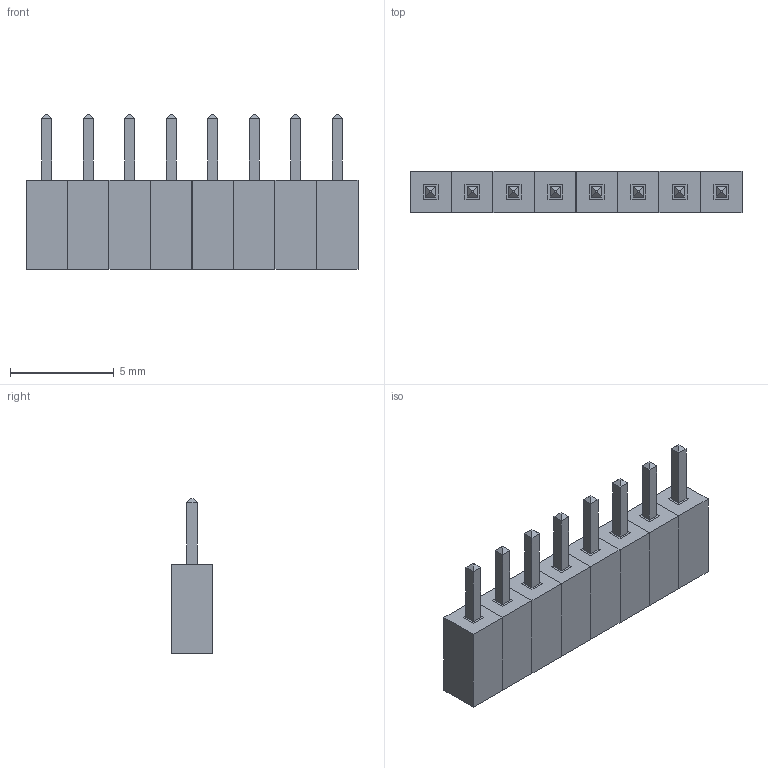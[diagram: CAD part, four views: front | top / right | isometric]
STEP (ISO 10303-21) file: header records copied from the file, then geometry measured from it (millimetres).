
FILE_DESCRIPTION (( 'STEP AP214' ), '1' );
FILE_NAME ('User Library-PBS2-8.STEP', '2019-10-04T19:20:09', ( '' ), ( '' ), 'SwSTEP 2.0', 'SolidWorks 2019', '' );
FILE_SCHEMA (( 'AUTOMOTIVE_DESIGN' ));
Length unit declared in the file: millimetre
Products named in the file (12): PBS2; PBS2_2; PBS2_1; PBS2_3; User Library-PBS2-8
Assembly tree (32 placements, depth 3):
  User Library-PBS2-8
    PBS2
      PBS2_1
      PBS2_2
      PBS2_3
    PBS2
      PBS2_1
      PBS2_2
      PBS2_3
    PBS2
      PBS2_1
      PBS2_2
      PBS2_3
    PBS2
      PBS2_1
      PBS2_2
      PBS2_3
    PBS2
      PBS2_1
      PBS2_2
      PBS2_3
    PBS2
      PBS2_1
      PBS2_2
      PBS2_3
    PBS2
      PBS2_1
      PBS2_2
      PBS2_3
    PBS2
      PBS2_1
      PBS2_2
      PBS2_3
Bounding box: 16 x 2 x 7.45 mm (x, y, z)
Volume: 135.1 mm3; surface area: 648.6 mm2
Topology: 24 solids, 24 shells, 240 faces, 544 edges, 352 vertices
Faces by surface type: plane 240
Entity records: 1688 total; most frequent: DIRECTION 214, CARTESIAN_POINT 185, ORIENTED_EDGE 136, AXIS2_PLACEMENT_3D 73, VECTOR 68, LINE 68, EDGE_CURVE 68, UNCERTAINTY_MEASURE_WITH_UNIT 48
